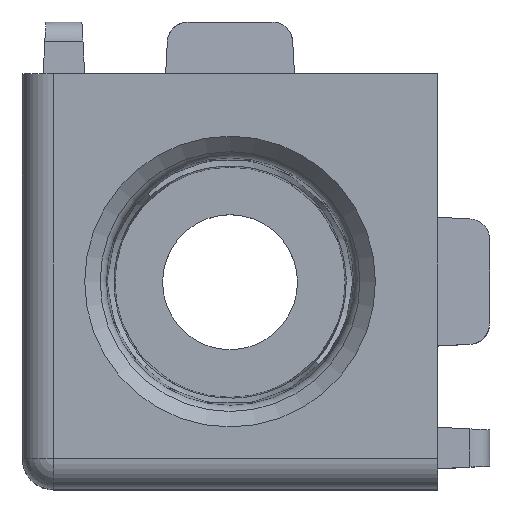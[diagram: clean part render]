
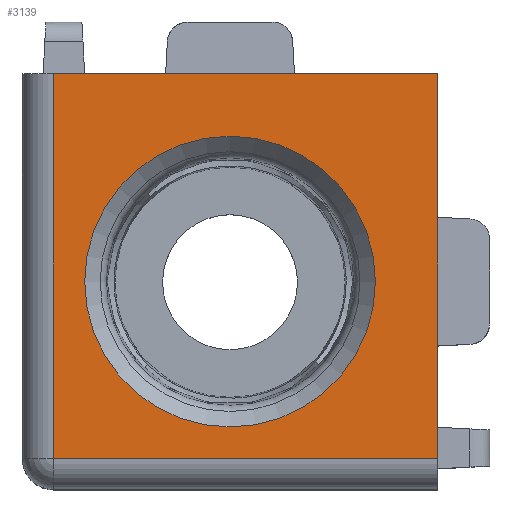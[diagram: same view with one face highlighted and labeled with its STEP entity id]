
A CAD part, top view. The second image highlights one B-rep face of the part: STEP entity #3139.
In plain terms, the highlighted planar face has unit normal (0, 0, 1).
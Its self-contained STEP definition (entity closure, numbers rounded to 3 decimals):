
#50=FACE_BOUND('',#1021,.T.);
#59=PLANE('',#3421);
#308=LINE('',#4898,#578);
#333=LINE('',#4962,#603);
#358=LINE('',#5029,#628);
#359=LINE('',#5030,#629);
#578=VECTOR('',#3894,18.5);
#603=VECTOR('',#3937,18.5);
#628=VECTOR('',#3986,18.5);
#629=VECTOR('',#3987,18.5);
#830=FACE_OUTER_BOUND('',#1020,.T.);
#1020=EDGE_LOOP('',(#2276,#2277,#2278,#2279));
#1021=EDGE_LOOP('',(#2280,#2281));
#1200=CIRCLE('',#3340,7.);
#1201=CIRCLE('',#3341,7.);
#1314=VERTEX_POINT('',#4711);
#1315=VERTEX_POINT('',#4713);
#1392=VERTEX_POINT('',#4895);
#1393=VERTEX_POINT('',#4897);
#1423=VERTEX_POINT('',#4961);
#1453=VERTEX_POINT('',#5028);
#1599=EDGE_CURVE('',#1315,#1314,#1200,.T.);
#1600=EDGE_CURVE('',#1314,#1315,#1201,.T.);
#1693=EDGE_CURVE('',#1393,#1392,#308,.T.);
#1726=EDGE_CURVE('',#1423,#1393,#333,.T.);
#1760=EDGE_CURVE('',#1392,#1453,#358,.T.);
#1761=EDGE_CURVE('',#1453,#1423,#359,.T.);
#2276=ORIENTED_EDGE('',*,*,#1760,.T.);
#2277=ORIENTED_EDGE('',*,*,#1761,.T.);
#2278=ORIENTED_EDGE('',*,*,#1726,.T.);
#2279=ORIENTED_EDGE('',*,*,#1693,.T.);
#2280=ORIENTED_EDGE('',*,*,#1599,.T.);
#2281=ORIENTED_EDGE('',*,*,#1600,.T.);
#3139=ADVANCED_FACE('',(#830,#50),#59,.T.);
#3340=AXIS2_PLACEMENT_3D('',#4714,#3727,#3728);
#3341=AXIS2_PLACEMENT_3D('',#4715,#3729,#3730);
#3421=AXIS2_PLACEMENT_3D('',#5027,#3984,#3985);
#3727=DIRECTION('center_axis',(0.,0.,-1.));
#3728=DIRECTION('ref_axis',(1.,0.,0.));
#3729=DIRECTION('center_axis',(0.,0.,-1.));
#3730=DIRECTION('ref_axis',(1.,0.,0.));
#3894=DIRECTION('',(-1.,0.,0.));
#3937=DIRECTION('',(0.,1.,0.));
#3984=DIRECTION('center_axis',(0.,0.,1.));
#3985=DIRECTION('ref_axis',(1.,0.,0.));
#3986=DIRECTION('',(0.,-1.,0.));
#3987=DIRECTION('',(1.,0.,0.));
#4711=CARTESIAN_POINT('',(-7.,0.,10.));
#4713=CARTESIAN_POINT('',(7.,0.,10.));
#4714=CARTESIAN_POINT('Origin',(0.,0.,10.));
#4715=CARTESIAN_POINT('Origin',(0.,0.,10.));
#4895=CARTESIAN_POINT('',(-8.5,10.,10.));
#4897=CARTESIAN_POINT('',(10.,10.,10.));
#4898=CARTESIAN_POINT('',(10.,10.,10.));
#4961=CARTESIAN_POINT('',(10.,-8.5,10.));
#4962=CARTESIAN_POINT('',(10.,-8.5,10.));
#5027=CARTESIAN_POINT('Origin',(-10.,-10.,10.));
#5028=CARTESIAN_POINT('',(-8.5,-8.5,10.));
#5029=CARTESIAN_POINT('',(-8.5,10.,10.));
#5030=CARTESIAN_POINT('',(-8.5,-8.5,10.));
